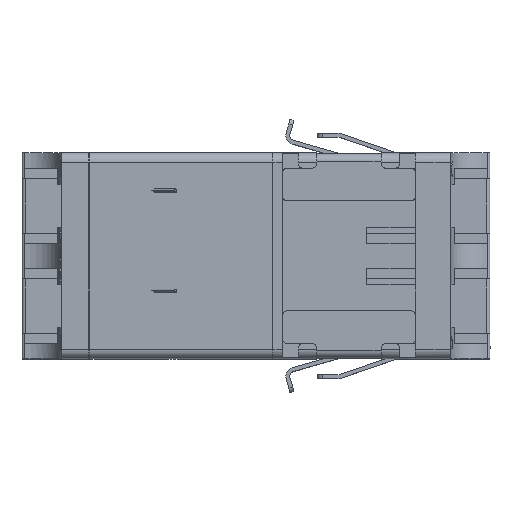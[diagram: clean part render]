
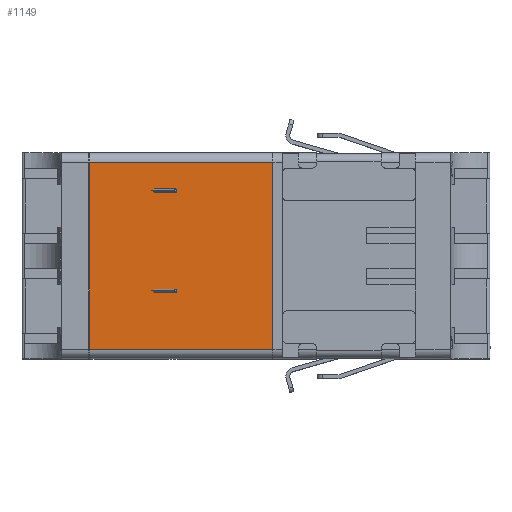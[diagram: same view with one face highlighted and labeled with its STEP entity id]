
A CAD part, top view. The second image highlights one B-rep face of the part: STEP entity #1149.
In plain terms, the highlighted face is planar.
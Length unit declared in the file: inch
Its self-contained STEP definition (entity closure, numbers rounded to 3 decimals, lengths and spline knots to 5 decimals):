
#1149 = ADVANCED_FACE ( 'NONE', ( #2453 ), #18891, .T. ) ;
#2453 = FACE_OUTER_BOUND ( 'NONE', #37212, .T. ) ;
#2745 = EDGE_CURVE ( 'NONE', #15386, #9852, #3153, .T. ) ;
#3153 = LINE ( 'NONE', #3367, #38410 ) ;
#3367 = CARTESIAN_POINT ( 'NONE',  ( 0.20276, 0., 0.00591 ) ) ;
#3716 = ORIENTED_EDGE ( 'NONE', *, *, #38046, .T. ) ;
#4164 = DIRECTION ( 'NONE',  ( 1., 0., 0. ) ) ;
#4786 = VECTOR ( 'NONE', #13560, 39.37008 ) ;
#4997 = DIRECTION ( 'NONE',  ( 0., 1., 0. ) ) ;
#7916 = CARTESIAN_POINT ( 'NONE',  ( 0.20276, -0.22933, 0.00591 ) ) ;
#8081 = ORIENTED_EDGE ( 'NONE', *, *, #28623, .T. ) ;
#8278 = LINE ( 'NONE', #15075, #42552 ) ;
#9024 = DIRECTION ( 'NONE',  ( -1., 0., 0. ) ) ;
#9618 = LINE ( 'NONE', #26705, #4786 ) ;
#9852 = VERTEX_POINT ( 'NONE', #7916 ) ;
#13560 = DIRECTION ( 'NONE',  ( -1., 0., 0. ) ) ;
#13665 = DIRECTION ( 'NONE',  ( 0., -1., 0. ) ) ;
#15075 = CARTESIAN_POINT ( 'NONE',  ( -0.24803, 0., 0.00591 ) ) ;
#15386 = VERTEX_POINT ( 'NONE', #42563 ) ;
#17531 = LINE ( 'NONE', #20833, #41018 ) ;
#18891 = PLANE ( 'NONE',  #37223 ) ;
#18947 = VERTEX_POINT ( 'NONE', #42348 ) ;
#20833 = CARTESIAN_POINT ( 'NONE',  ( -0.02264, 0.22933, 0.00591 ) ) ;
#22342 = VERTEX_POINT ( 'NONE', #30113 ) ;
#26705 = CARTESIAN_POINT ( 'NONE',  ( -0.02264, -0.22933, 0.00591 ) ) ;
#28623 = EDGE_CURVE ( 'NONE', #18947, #22342, #8278, .T. ) ;
#30113 = CARTESIAN_POINT ( 'NONE',  ( -0.24803, 0.22933, 0.00591 ) ) ;
#31082 = ORIENTED_EDGE ( 'NONE', *, *, #2745, .T. ) ;
#35111 = DIRECTION ( 'NONE',  ( 0., 0., -1. ) ) ;
#36660 = EDGE_CURVE ( 'NONE', #22342, #15386, #17531, .T. ) ;
#37212 = EDGE_LOOP ( 'NONE', ( #39651, #31082, #3716, #8081 ) ) ;
#37223 = AXIS2_PLACEMENT_3D ( 'NONE', #38850, #35111, #9024 ) ;
#38046 = EDGE_CURVE ( 'NONE', #9852, #18947, #9618, .T. ) ;
#38410 = VECTOR ( 'NONE', #13665, 39.37008 ) ;
#38850 = CARTESIAN_POINT ( 'NONE',  ( 0.20276, -0.22933, 0.00591 ) ) ;
#39651 = ORIENTED_EDGE ( 'NONE', *, *, #36660, .T. ) ;
#41018 = VECTOR ( 'NONE', #4164, 39.37008 ) ;
#42348 = CARTESIAN_POINT ( 'NONE',  ( -0.24803, -0.22933, 0.00591 ) ) ;
#42552 = VECTOR ( 'NONE', #4997, 39.37008 ) ;
#42563 = CARTESIAN_POINT ( 'NONE',  ( 0.20276, 0.22933, 0.00591 ) ) ;
